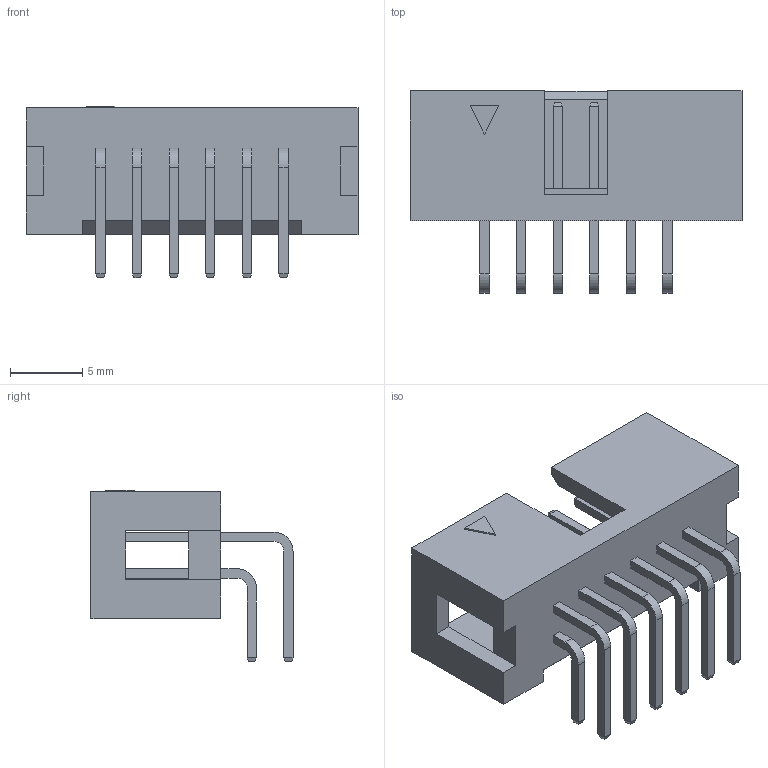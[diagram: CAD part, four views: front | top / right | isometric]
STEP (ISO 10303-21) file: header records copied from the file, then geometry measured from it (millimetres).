
FILE_DESCRIPTION(('STEP AP214'), '1');
FILE_NAME('DS1013 (IDC-R CONNFLY)', '2018-04-28T09:11:42', ('Egor'), (''), 'ASCON STEP Converter 1.3', 'ASCON Math Kernel', '');
FILE_SCHEMA(('AUTOMOTIVE_DESIGN { 1 0 10303 214 3 1 1}'));
Length unit declared in the file: millimetre
Bounding box: 23.04 x 14.02 x 11.9 mm (x, y, z)
Volume: 897 mm3; surface area: 1748.5 mm2
Topology: 1 solids, 1 shells, 300 faces, 727 edges, 450 vertices
Faces by surface type: plane 276, cylinder 24
Entity records: 10939 total; most frequent: CARTESIAN_POINT 1478, ORIENTED_EDGE 1454, DIRECTION 1377, EDGE_CURVE 727, LINE 679, VECTOR 679, VERTEX_POINT 450, AXIS2_PLACEMENT_3D 349
